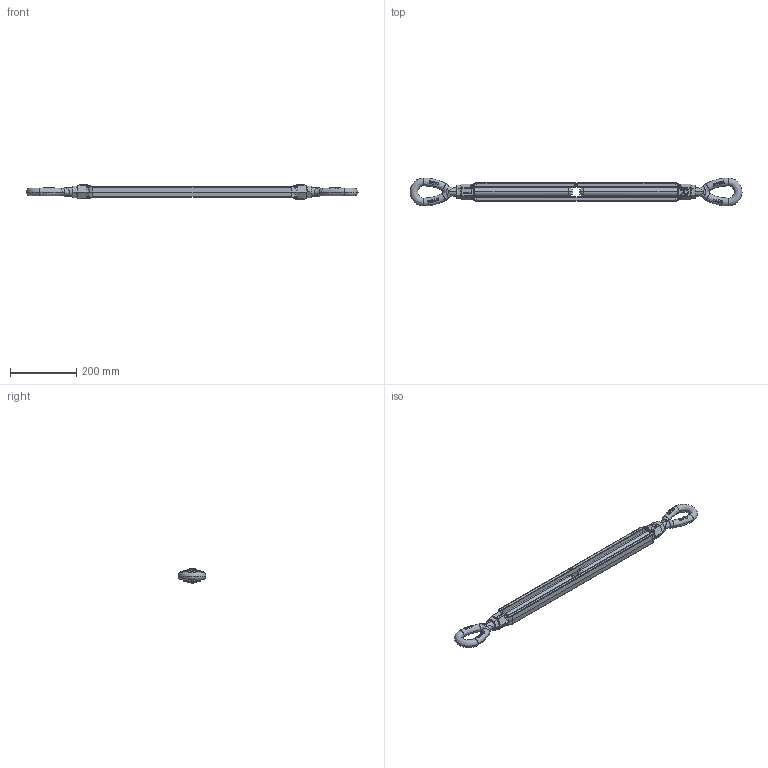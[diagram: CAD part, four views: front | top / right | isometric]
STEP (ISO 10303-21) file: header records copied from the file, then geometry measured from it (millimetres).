
FILE_DESCRIPTION(('STEP AP214'),'1');
FILE_NAME('ssgpoo2524.stp','2017-03-31T06:41:38',('TraceParts'),('TraceParts S.A.'),'Spatial InterOp 3D',' ',' ');
FILE_SCHEMA(('automotive_design'));
Length unit declared in the file: millimetre
Products named in the file (8): ssgpoo2524_1; ssgpoo2524_2; ssgpoo2524_3; ssgpoo2524_4; ssgpoo2524_5; ssgpoo2524_6; ssgpoo2524_7; ssgpoo2524_8
Bounding box: 999 x 84 x 43 mm (x, y, z)
Volume: 1113103.1 mm3; surface area: 226926.7 mm2
Topology: 8 solids, 8 shells, 657 faces, 1694 edges, 1053 vertices
Faces by surface type: plane 260, bspline 231, cylinder 118, cone 48
Entity records: 39784 total; most frequent: CARTESIAN_POINT 20959, ORIENTED_EDGE 3352, DIRECTION 1903, EDGE_CURVE 1676, VERTEX_POINT 1053, B_SPLINE_CURVE_WITH_KNOTS 829, EDGE_LOOP 687, AXIS2_PLACEMENT_3D 674
